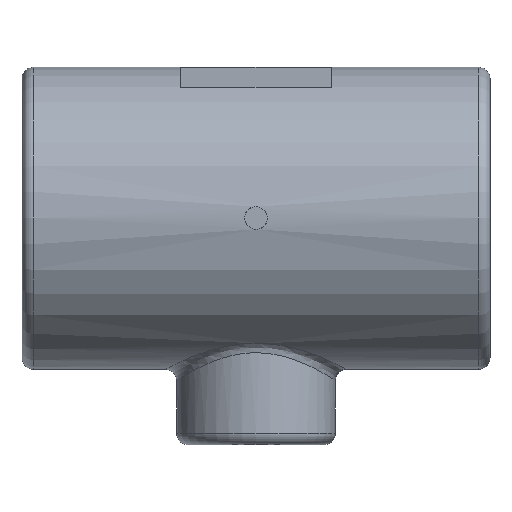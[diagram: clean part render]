
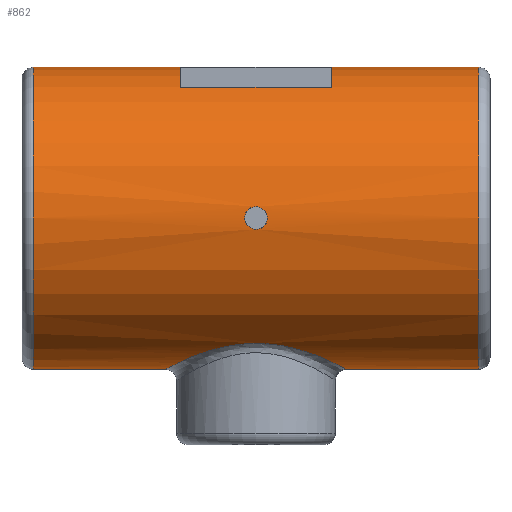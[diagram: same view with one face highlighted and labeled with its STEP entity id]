
A CAD part, top view. The second image highlights one B-rep face of the part: STEP entity #862.
In plain terms, the highlighted cylindrical face has radius 20 mm (diameter 40 mm), a full revolution.
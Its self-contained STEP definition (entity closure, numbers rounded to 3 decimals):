
#24=CYLINDRICAL_SURFACE('',#919,20.);
#90=LINE('',#5289,#109);
#94=LINE('',#5299,#113);
#109=VECTOR('',#953,1000.);
#113=VECTOR('',#963,1000.);
#124=CIRCLE('',#889,20.);
#125=CIRCLE('',#892,20.);
#126=CIRCLE('',#895,20.);
#127=CIRCLE('',#897,20.);
#138=CIRCLE('',#920,20.);
#139=CIRCLE('',#921,20.);
#341=ORIENTED_EDGE('',*,*,#533,.T.);
#342=ORIENTED_EDGE('',*,*,#534,.T.);
#343=ORIENTED_EDGE('',*,*,#535,.T.);
#344=ORIENTED_EDGE('',*,*,#477,.F.);
#345=ORIENTED_EDGE('',*,*,#465,.F.);
#346=ORIENTED_EDGE('',*,*,#468,.F.);
#347=ORIENTED_EDGE('',*,*,#471,.F.);
#348=ORIENTED_EDGE('',*,*,#478,.F.);
#349=ORIENTED_EDGE('',*,*,#473,.F.);
#350=ORIENTED_EDGE('',*,*,#482,.T.);
#351=ORIENTED_EDGE('',*,*,#536,.T.);
#465=EDGE_CURVE('',#594,#596,#124,.T.);
#468=EDGE_CURVE('',#597,#594,#90,.T.);
#471=EDGE_CURVE('',#599,#597,#125,.T.);
#473=EDGE_CURVE('',#600,#602,#94,.T.);
#477=EDGE_CURVE('',#596,#600,#126,.T.);
#478=EDGE_CURVE('',#602,#599,#127,.T.);
#482=EDGE_CURVE('',#607,#605,#662,.T.);
#533=EDGE_CURVE('',#642,#642,#138,.T.);
#534=EDGE_CURVE('',#643,#643,#139,.T.);
#535=EDGE_CURVE('',#644,#644,#698,.T.);
#536=EDGE_CURVE('',#605,#607,#699,.T.);
#594=VERTEX_POINT('',#5280);
#596=VERTEX_POINT('',#5283);
#597=VERTEX_POINT('',#5287);
#599=VERTEX_POINT('',#5293);
#600=VERTEX_POINT('',#5297);
#602=VERTEX_POINT('',#5300);
#605=VERTEX_POINT('',#5425);
#607=VERTEX_POINT('',#5442);
#642=VERTEX_POINT('',#16734);
#643=VERTEX_POINT('',#16736);
#644=VERTEX_POINT('',#16748);
#662=B_SPLINE_CURVE_WITH_KNOTS('',3,(#5427,#5428,#5429,#5430,#5431,#5432,
#5433,#5434,#5435,#5436,#5437,#5438,#5439,#5440,#5441),.UNSPECIFIED.,.F.,
 .F.,(4,1,1,1,1,1,1,1,1,1,1,1,4),(0.,0.125,0.25,0.313,0.375,0.438,0.5,
0.563,0.625,0.75,0.813,0.875,1.),.UNSPECIFIED.);
#698=B_SPLINE_CURVE_WITH_KNOTS('',3,(#16737,#16738,#16739,#16740,#16741,
#16742,#16743,#16744,#16745,#16746,#16747),.UNSPECIFIED.,.T.,.F.,(1,1,1,
1,1,1,1,1,1,1,1,1,1,1,1),(-0.004,-0.002,-0.001,
0.,0.001,0.002,0.004,0.005,
0.006,0.007,0.008,0.009,
0.011,0.012,0.013),.UNSPECIFIED.);
#699=B_SPLINE_CURVE_WITH_KNOTS('',3,(#16749,#16750,#16751,#16752,#16753,
#16754,#16755,#16756,#16757,#16758,#16759,#16760,#16761,#16762,#16763),
 .UNSPECIFIED.,.F.,.F.,(4,1,1,1,1,1,1,1,1,1,1,1,4),(0.,0.063,0.125,0.25,
0.313,0.375,0.438,0.5,0.625,0.75,0.813,0.875,1.),.UNSPECIFIED.);
#740=EDGE_LOOP('',(#341));
#741=EDGE_LOOP('',(#342));
#742=EDGE_LOOP('',(#343));
#743=EDGE_LOOP('',(#344,#345,#346,#347,#348,#349));
#744=EDGE_LOOP('',(#350,#351));
#796=FACE_BOUND('',#740,.T.);
#797=FACE_BOUND('',#741,.T.);
#798=FACE_BOUND('',#742,.T.);
#799=FACE_BOUND('',#743,.T.);
#800=FACE_BOUND('',#744,.T.);
#862=ADVANCED_FACE('',(#796,#797,#798,#799,#800),#24,.T.);
#889=AXIS2_PLACEMENT_3D('',#5282,#947,#948);
#892=AXIS2_PLACEMENT_3D('',#5294,#958,#959);
#895=AXIS2_PLACEMENT_3D('',#5306,#969,#970);
#897=AXIS2_PLACEMENT_3D('',#5308,#973,#974);
#919=AXIS2_PLACEMENT_3D('',#16732,#1022,#1023);
#920=AXIS2_PLACEMENT_3D('',#16733,#1024,#1025);
#921=AXIS2_PLACEMENT_3D('',#16735,#1026,#1027);
#947=DIRECTION('',(-1.,0.,0.));
#948=DIRECTION('',(0.,0.,-1.));
#953=DIRECTION('',(1.,0.,0.));
#958=DIRECTION('',(1.,0.,0.));
#959=DIRECTION('',(0.,0.,1.));
#963=DIRECTION('',(-1.,0.,0.));
#969=DIRECTION('',(-1.,0.,0.));
#970=DIRECTION('',(0.,0.,-1.));
#973=DIRECTION('',(1.,0.,0.));
#974=DIRECTION('',(0.,0.,1.));
#1022=DIRECTION('',(-1.,0.,0.));
#1023=DIRECTION('',(0.,0.,1.));
#1024=DIRECTION('',(1.,0.,0.));
#1025=DIRECTION('',(0.,0.,-1.));
#1026=DIRECTION('',(-1.,0.,0.));
#1027=DIRECTION('',(0.,0.,1.));
#5280=CARTESIAN_POINT('',(10.,17.321,10.));
#5282=CARTESIAN_POINT('',(10.,0.,0.));
#5283=CARTESIAN_POINT('',(10.,20.,0.));
#5287=CARTESIAN_POINT('',(-10.,17.321,10.));
#5289=CARTESIAN_POINT('',(-31.,17.321,10.));
#5293=CARTESIAN_POINT('',(-10.,20.,0.));
#5294=CARTESIAN_POINT('',(-10.,0.,0.));
#5297=CARTESIAN_POINT('',(10.,17.321,-10.));
#5299=CARTESIAN_POINT('',(-31.,17.321,-10.));
#5300=CARTESIAN_POINT('',(-10.,17.321,-10.));
#5306=CARTESIAN_POINT('',(10.,0.,0.));
#5308=CARTESIAN_POINT('',(-10.,0.,0.));
#5425=CARTESIAN_POINT('',(11.931,-19.964,1.191));
#5427=CARTESIAN_POINT('',(-11.932,-19.965,-1.188));
#5428=CARTESIAN_POINT('',(-12.111,-20.057,0.365));
#5429=CARTESIAN_POINT('',(-11.736,-19.855,3.541));
#5430=CARTESIAN_POINT('',(-9.741,-18.873,6.794));
#5431=CARTESIAN_POINT('',(-7.512,-17.985,8.791));
#5432=CARTESIAN_POINT('',(-5.608,-17.365,9.945));
#5433=CARTESIAN_POINT('',(-3.47,-16.865,10.758));
#5434=CARTESIAN_POINT('',(-1.187,-16.585,11.177));
#5435=CARTESIAN_POINT('',(1.133,-16.582,11.183));
#5436=CARTESIAN_POINT('',(4.191,-16.949,10.632));
#5437=CARTESIAN_POINT('',(6.925,-17.752,9.311));
#5438=CARTESIAN_POINT('',(9.159,-18.64,7.318));
#5439=CARTESIAN_POINT('',(10.957,-19.457,4.953));
#5440=CARTESIAN_POINT('',(11.755,-19.873,2.719));
#5441=CARTESIAN_POINT('',(11.931,-19.964,1.191));
#5442=CARTESIAN_POINT('',(-11.932,-19.965,-1.188));
#16732=CARTESIAN_POINT('',(-31.,0.,0.));
#16733=CARTESIAN_POINT('',(-29.5,0.,0.));
#16734=CARTESIAN_POINT('',(-29.5,0.,-20.));
#16735=CARTESIAN_POINT('',(29.5,0.,0.));
#16736=CARTESIAN_POINT('',(29.5,0.,20.));
#16737=CARTESIAN_POINT('',(1.175,1.177,19.972));
#16738=CARTESIAN_POINT('',(1.663,0.,20.014));
#16739=CARTESIAN_POINT('',(1.175,-1.175,19.972));
#16740=CARTESIAN_POINT('',(0.001,-1.662,19.93));
#16741=CARTESIAN_POINT('',(-1.175,-1.177,19.972));
#16742=CARTESIAN_POINT('',(-1.663,0.,20.014));
#16743=CARTESIAN_POINT('',(-1.175,1.175,19.972));
#16744=CARTESIAN_POINT('',(-0.001,1.662,19.93));
#16745=CARTESIAN_POINT('',(1.175,1.177,19.972));
#16746=CARTESIAN_POINT('',(1.663,0.,20.014));
#16747=CARTESIAN_POINT('',(1.175,-1.175,19.972));
#16748=CARTESIAN_POINT('',(1.5,0.,20.));
#16749=CARTESIAN_POINT('',(11.931,-19.964,1.191));
#16750=CARTESIAN_POINT('',(12.02,-20.01,0.421));
#16751=CARTESIAN_POINT('',(12.026,-20.013,-1.13));
#16752=CARTESIAN_POINT('',(11.343,-19.661,-4.171));
#16753=CARTESIAN_POINT('',(9.756,-18.88,-6.777));
#16754=CARTESIAN_POINT('',(7.528,-17.99,-8.78));
#16755=CARTESIAN_POINT('',(5.625,-17.369,-9.936));
#16756=CARTESIAN_POINT('',(3.485,-16.869,-10.754));
#16757=CARTESIAN_POINT('',(0.447,-16.489,-11.319));
#16758=CARTESIAN_POINT('',(-3.49,-16.74,-10.969));
#16759=CARTESIAN_POINT('',(-6.919,-17.75,-9.316));
#16760=CARTESIAN_POINT('',(-9.155,-18.638,-7.322));
#16761=CARTESIAN_POINT('',(-10.954,-19.455,-4.959));
#16762=CARTESIAN_POINT('',(-11.756,-19.874,-2.719));
#16763=CARTESIAN_POINT('',(-11.932,-19.965,-1.188));
